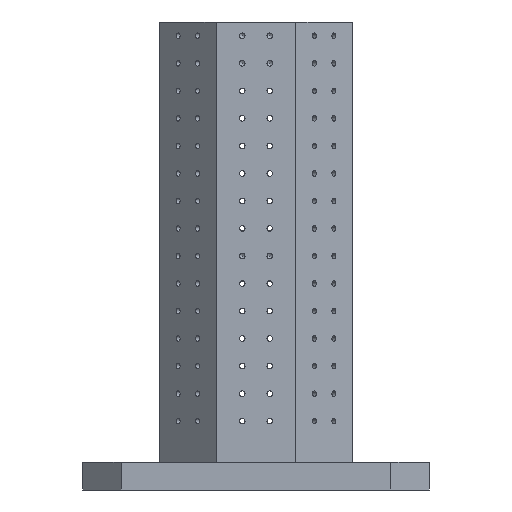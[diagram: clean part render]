
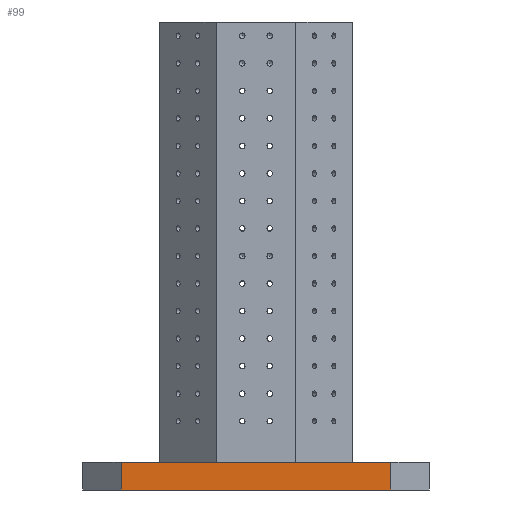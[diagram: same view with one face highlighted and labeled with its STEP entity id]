
A CAD part, left-side view. The second image highlights one B-rep face of the part: STEP entity #99.
In plain terms, the highlighted planar face has unit normal (-1, 0, 0).
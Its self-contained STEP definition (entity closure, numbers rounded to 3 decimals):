
#99 = ADVANCED_FACE( '', ( #839 ), #840, .F. );
#839 = FACE_OUTER_BOUND( '', #2534, .T. );
#840 = PLANE( '', #2535 );
#2534 = EDGE_LOOP( '', ( #4518, #4519, #4520, #4521 ) );
#2535 = AXIS2_PLACEMENT_3D( '', #4522, #4523, #4524 );
#4518 = ORIENTED_EDGE( '', *, *, #7668, .F. );
#4519 = ORIENTED_EDGE( '', *, *, #7669, .T. );
#4520 = ORIENTED_EDGE( '', *, *, #7504, .T. );
#4521 = ORIENTED_EDGE( '', *, *, #7183, .T. );
#4522 = CARTESIAN_POINT( '', ( -315., 315., 50. ) );
#4523 = DIRECTION( '', ( 1., 0., 0. ) );
#4524 = DIRECTION( '', ( 0., 1., 0. ) );
#7183 = EDGE_CURVE( '', #8161, #8158, #8162, .T. );
#7504 = EDGE_CURVE( '', #8783, #8161, #8784, .T. );
#7668 = EDGE_CURVE( '', #9091, #8158, #9092, .T. );
#7669 = EDGE_CURVE( '', #9091, #8783, #9093, .T. );
#8158 = VERTEX_POINT( '', #9874 );
#8161 = VERTEX_POINT( '', #9878 );
#8162 = LINE( '', #9879, #9880 );
#8783 = VERTEX_POINT( '', #10604 );
#8784 = LINE( '', #10605, #10606 );
#9091 = VERTEX_POINT( '', #10964 );
#9092 = LINE( '', #10965, #10966 );
#9093 = LINE( '', #10967, #10968 );
#9874 = CARTESIAN_POINT( '', ( -315., -245., 50. ) );
#9878 = CARTESIAN_POINT( '', ( -315., -245., 0. ) );
#9879 = CARTESIAN_POINT( '', ( -315., -245., 50. ) );
#9880 = VECTOR( '', #12403, 1000. );
#10604 = CARTESIAN_POINT( '', ( -315., 245., 0. ) );
#10605 = CARTESIAN_POINT( '', ( -315., 315., 0. ) );
#10606 = VECTOR( '', #13152, 1000. );
#10964 = CARTESIAN_POINT( '', ( -315., 245., 50. ) );
#10965 = CARTESIAN_POINT( '', ( -315., 315., 50. ) );
#10966 = VECTOR( '', #13540, 1000. );
#10967 = CARTESIAN_POINT( '', ( -315., 245., 50. ) );
#10968 = VECTOR( '', #13541, 1000. );
#12403 = DIRECTION( '', ( 0., 0., 1. ) );
#13152 = DIRECTION( '', ( 0., -1., 0. ) );
#13540 = DIRECTION( '', ( 0., -1., 0. ) );
#13541 = DIRECTION( '', ( 0., 0., -1. ) );
